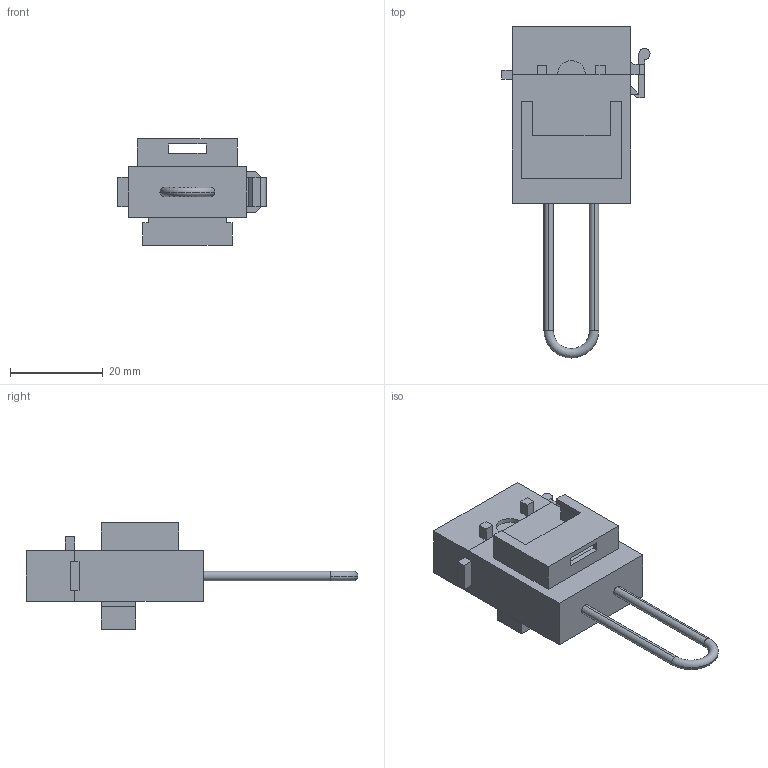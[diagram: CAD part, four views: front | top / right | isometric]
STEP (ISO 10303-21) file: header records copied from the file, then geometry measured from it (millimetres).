
FILE_DESCRIPTION (( 'STEP AP214' ), '1' );
FILE_NAME ('BF352.STEP', '2019-11-07T04:15:51', ( '' ), ( '' ), 'SwSTEP 2.0', 'SolidWorks 2016', '' );
FILE_SCHEMA (( 'AUTOMOTIVE_DESIGN' ));
Length unit declared in the file: millimetre
Products named in the file (1): BF352
Bounding box: 32 x 71.72 x 23 mm (x, y, z)
Volume: 12516.2 mm3; surface area: 6072.2 mm2
Topology: 3 solids, 3 shells, 94 faces, 256 edges, 168 vertices
Faces by surface type: plane 85, cylinder 7, torus 2
Entity records: 2976 total; most frequent: CARTESIAN_POINT 519, ORIENTED_EDGE 512, DIRECTION 466, EDGE_CURVE 256, LINE 236, VECTOR 236, VERTEX_POINT 168, AXIS2_PLACEMENT_3D 115
